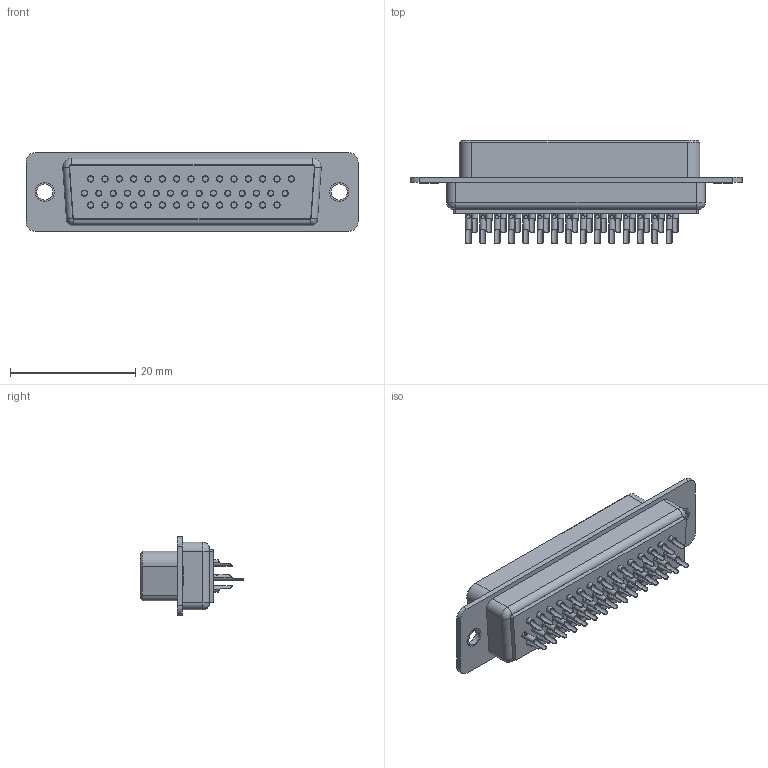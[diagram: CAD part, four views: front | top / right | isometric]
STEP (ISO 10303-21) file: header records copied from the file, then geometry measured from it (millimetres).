
FILE_DESCRIPTION( ('This file contains a STEP AP42 implementation' ,'as created by ZW3D STEP Interface translator.') ,'2;1' );
FILE_NAME( '6210-XXMNXXB01.stp' ,'2311 9.104451', (''), ('ZWCAD Software Co.'), 'Version 1.0', 'ZW3D to STEP translator', '' );
FILE_SCHEMA(('AUTOMOTIVE_DESIGN { 1 0 10303 214 1 1 1 1 }'));
Length unit declared in the file: millimetre
Products named in the file (2): 0; 6210_xxfbs
Bounding box: 53.04 x 16.51 x 12.55 mm (x, y, z)
Volume: 4138.9 mm3; surface area: 5508.1 mm2
Topology: 1 solids, 1 shells, 956 faces, 2470 edges, 1612 vertices
Faces by surface type: cylinder 466, plane 350, cone 136, bspline 4
Entity records: 37716 total; most frequent: CARTESIAN_POINT 14107, ORIENTED_EDGE 4940, DIRECTION 4216, EDGE_CURVE 2470, VERTEX_POINT 1612, AXIS2_PLACEMENT_3D 1563, VECTOR 1090, LINE 1090
